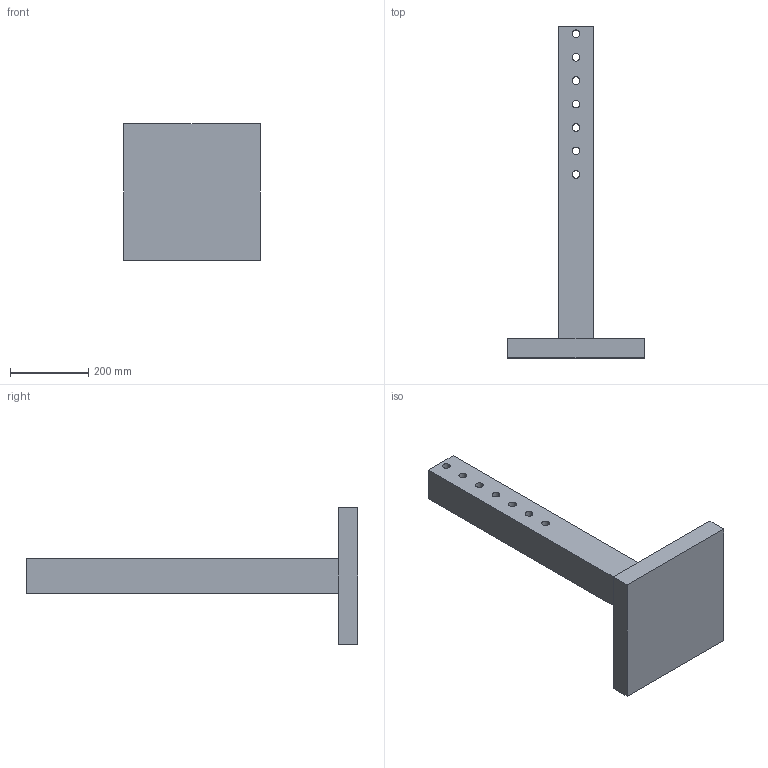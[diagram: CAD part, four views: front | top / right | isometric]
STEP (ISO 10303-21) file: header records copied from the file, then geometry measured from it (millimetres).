
FILE_DESCRIPTION (( 'STEP AP203' ), '1' );
FILE_NAME ('lower stand_Default_sldprt.STEP', '2022-10-20T05:26:39', ( 'Windows User' ), ( '' ), 'SwSTEP 2.0', 'SolidWorks 2021', '' );
FILE_SCHEMA (( 'CONFIG_CONTROL_DESIGN' ));
Length unit declared in the file: millimetre
Products named in the file (1): lower stand_Default_sldprt
Bounding box: 350 x 850 x 350 mm (x, y, z)
Volume: 9659026.6 mm3; surface area: 799398.2 mm2
Topology: 1 solids, 1 shells, 44 faces, 120 edges, 80 vertices
Faces by surface type: cylinder 28, plane 16
Entity records: 1553 total; most frequent: DIRECTION 266, CARTESIAN_POINT 245, ORIENTED_EDGE 240, EDGE_CURVE 120, AXIS2_PLACEMENT_3D 101, VERTEX_POINT 80, EDGE_LOOP 74, VECTOR 64
